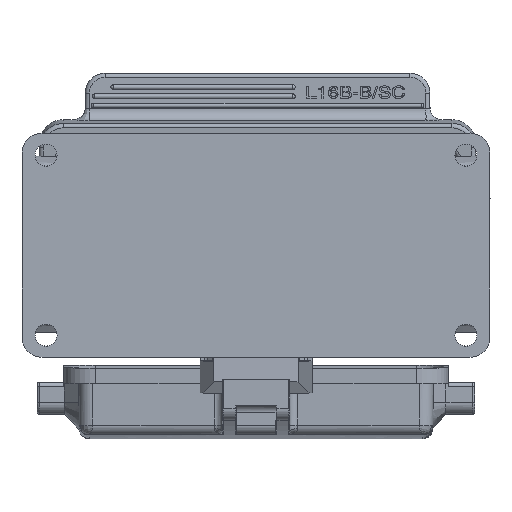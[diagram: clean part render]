
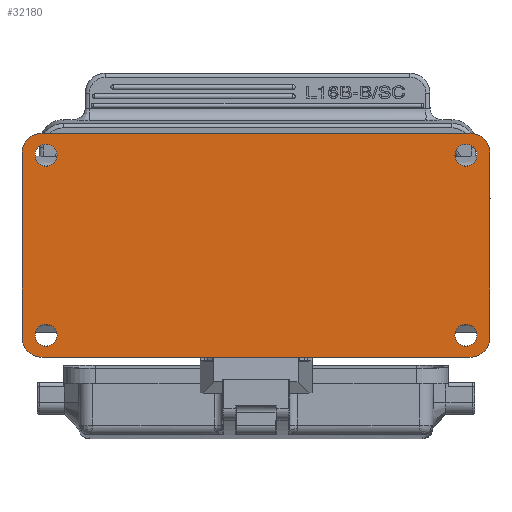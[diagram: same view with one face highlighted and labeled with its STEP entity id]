
A CAD part, front view. The second image highlights one B-rep face of the part: STEP entity #32180.
In plain terms, the highlighted planar face has unit normal (0, -1, -0.009).
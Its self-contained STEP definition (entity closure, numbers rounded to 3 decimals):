
#7926=DIRECTION('',(0.,0.009,-1.));
#7927=VECTOR('',#7926,46.);
#7928=CARTESIAN_POINT('',(117.,49.267,-1.816));
#7929=LINE('',#7928,#7927);
#7930=CARTESIAN_POINT('',(112.,49.669,-47.814));
#7931=DIRECTION('',(0.,1.,0.009));
#7932=DIRECTION('',(1.,0.,0.));
#7933=AXIS2_PLACEMENT_3D('',#7930,#7931,#7932);
#7935=CARTESIAN_POINT('',(5.,49.669,-47.814));
#7936=DIRECTION('',(0.,1.,0.009));
#7937=DIRECTION('',(0.,0.009,-1.));
#7938=AXIS2_PLACEMENT_3D('',#7935,#7936,#7937);
#7940=DIRECTION('',(0.,-0.009,1.));
#7941=VECTOR('',#7940,46.);
#7942=CARTESIAN_POINT('',(0.,49.669,
-47.814));
#7943=LINE('',#7942,#7941);
#7944=CARTESIAN_POINT('',(5.,49.267,-1.816));
#7945=DIRECTION('',(0.,1.,0.009));
#7946=DIRECTION('',(-1.,0.,0.));
#7947=AXIS2_PLACEMENT_3D('',#7944,#7945,#7946);
#7949=DIRECTION('',(1.,0.,0.));
#7950=VECTOR('',#7949,107.);
#7951=CARTESIAN_POINT('',(5.,49.224,3.184));
#7952=LINE('',#7951,#7950);
#7953=CARTESIAN_POINT('',(112.,49.267,-1.816));
#7954=DIRECTION('',(0.,1.,0.009));
#7955=DIRECTION('',(0.,-0.009,1.));
#7956=AXIS2_PLACEMENT_3D('',#7953,#7954,#7955);
#7958=CARTESIAN_POINT('',(6.,49.272,-2.316));
#7959=DIRECTION('',(0.,-1.,-0.009));
#7960=DIRECTION('',(0.,-0.009,1.));
#7961=AXIS2_PLACEMENT_3D('',#7958,#7959,#7960);
#7963=CARTESIAN_POINT('',(6.,49.272,-2.316));
#7964=DIRECTION('',(0.,-1.,-0.009));
#7965=DIRECTION('',(0.,0.009,-1.));
#7966=AXIS2_PLACEMENT_3D('',#7963,#7964,#7965);
#7968=CARTESIAN_POINT('',(6.,49.664,-47.314));
#7969=DIRECTION('',(0.,-1.,-0.009));
#7970=DIRECTION('',(0.,-0.009,1.));
#7971=AXIS2_PLACEMENT_3D('',#7968,#7969,#7970);
#7973=CARTESIAN_POINT('',(6.,49.664,-47.314));
#7974=DIRECTION('',(0.,-1.,-0.009));
#7975=DIRECTION('',(0.,0.009,-1.));
#7976=AXIS2_PLACEMENT_3D('',#7973,#7974,#7975);
#7978=CARTESIAN_POINT('',(111.,49.664,-47.314));
#7979=DIRECTION('',(0.,-1.,-0.009));
#7980=DIRECTION('',(0.,-0.009,1.));
#7981=AXIS2_PLACEMENT_3D('',#7978,#7979,#7980);
#7983=CARTESIAN_POINT('',(111.,49.664,-47.314));
#7984=DIRECTION('',(0.,-1.,-0.009));
#7985=DIRECTION('',(0.,0.009,-1.));
#7986=AXIS2_PLACEMENT_3D('',#7983,#7984,#7985);
#7988=CARTESIAN_POINT('',(111.,49.272,-2.316));
#7989=DIRECTION('',(0.,-1.,-0.009));
#7990=DIRECTION('',(0.,-0.009,1.));
#7991=AXIS2_PLACEMENT_3D('',#7988,#7989,#7990);
#7993=CARTESIAN_POINT('',(111.,49.272,-2.316));
#7994=DIRECTION('',(0.,-1.,-0.009));
#7995=DIRECTION('',(0.,0.009,-1.));
#7996=AXIS2_PLACEMENT_3D('',#7993,#7994,#7995);
#8011=DIRECTION('',(1.,0.,0.));
#8012=VECTOR('',#8011,107.);
#8013=CARTESIAN_POINT('',(5.,49.712,-52.814));
#8014=LINE('',#8013,#8012);
#15022=CARTESIAN_POINT('',(112.,49.224,3.184));
#15024=VERTEX_POINT('',#15022);
#15026=CARTESIAN_POINT('',(117.,49.267,-1.816));
#15028=VERTEX_POINT('',#15026);
#15480=CARTESIAN_POINT('',(111.,49.248,0.434));
#15481=VERTEX_POINT('',#15480);
#15482=CARTESIAN_POINT('',(117.,49.669,-47.814));
#15483=VERTEX_POINT('',#15482);
#15484=CARTESIAN_POINT('',(112.,49.712,-52.814));
#15485=VERTEX_POINT('',#15484);
#15486=CARTESIAN_POINT('',(5.,49.712,-52.814));
#15487=VERTEX_POINT('',#15486);
#15488=CARTESIAN_POINT('',(0.,49.669,
-47.814));
#15489=VERTEX_POINT('',#15488);
#15490=CARTESIAN_POINT('',(0.,49.267,
-1.816));
#15491=VERTEX_POINT('',#15490);
#15492=CARTESIAN_POINT('',(5.,49.224,3.184));
#15493=VERTEX_POINT('',#15492);
#15494=CARTESIAN_POINT('',(6.,49.248,0.434));
#15495=CARTESIAN_POINT('',(6.,49.296,-5.066));
#15496=VERTEX_POINT('',#15494);
#15497=VERTEX_POINT('',#15495);
#15498=CARTESIAN_POINT('',(6.,49.641,-44.564));
#15499=CARTESIAN_POINT('',(6.,49.688,-50.064));
#15500=VERTEX_POINT('',#15498);
#15501=VERTEX_POINT('',#15499);
#15502=CARTESIAN_POINT('',(111.,49.641,-44.564));
#15503=CARTESIAN_POINT('',(111.,49.688,-50.064));
#15504=VERTEX_POINT('',#15502);
#15505=VERTEX_POINT('',#15503);
#15506=CARTESIAN_POINT('',(111.,49.296,-5.066));
#15507=VERTEX_POINT('',#15506);
#32138=CARTESIAN_POINT('',(58.5,49.468,-24.815));
#32139=DIRECTION('',(0.,1.,0.009));
#32140=DIRECTION('',(0.,-0.009,1.));
#32141=AXIS2_PLACEMENT_3D('',#32138,#32139,#32140);
#32142=PLANE('',#32141);
#32143=ORIENTED_EDGE('',*,*,#26945,.T.);
#32145=ORIENTED_EDGE('',*,*,#32144,.T.);
#32147=ORIENTED_EDGE('',*,*,#32146,.F.);
#32149=ORIENTED_EDGE('',*,*,#32148,.T.);
#32150=ORIENTED_EDGE('',*,*,#27435,.T.);
#32152=ORIENTED_EDGE('',*,*,#32151,.T.);
#32153=ORIENTED_EDGE('',*,*,#26978,.T.);
#32154=ORIENTED_EDGE('',*,*,#26965,.T.);
#32155=EDGE_LOOP('',(#32143,#32145,#32147,#32149,#32150,#32152,#32153,#32154));
#32156=FACE_OUTER_BOUND('',#32155,.F.);
#32158=ORIENTED_EDGE('',*,*,#32157,.T.);
#32160=ORIENTED_EDGE('',*,*,#32159,.T.);
#32161=EDGE_LOOP('',(#32158,#32160));
#32162=FACE_BOUND('',#32161,.F.);
#32164=ORIENTED_EDGE('',*,*,#32163,.T.);
#32166=ORIENTED_EDGE('',*,*,#32165,.T.);
#32167=EDGE_LOOP('',(#32164,#32166));
#32168=FACE_BOUND('',#32167,.F.);
#32170=ORIENTED_EDGE('',*,*,#32169,.T.);
#32172=ORIENTED_EDGE('',*,*,#32171,.T.);
#32173=EDGE_LOOP('',(#32170,#32172));
#32174=FACE_BOUND('',#32173,.F.);
#32175=ORIENTED_EDGE('',*,*,#32128,.T.);
#32177=ORIENTED_EDGE('',*,*,#32176,.T.);
#32178=EDGE_LOOP('',(#32175,#32177));
#32179=FACE_BOUND('',#32178,.F.);
#7934=CIRCLE('',#7933,5.);
#7939=CIRCLE('',#7938,5.);
#7948=CIRCLE('',#7947,5.);
#7957=CIRCLE('',#7956,5.);
#7962=CIRCLE('',#7961,2.75);
#7967=CIRCLE('',#7966,2.75);
#7972=CIRCLE('',#7971,2.75);
#7977=CIRCLE('',#7976,2.75);
#7982=CIRCLE('',#7981,2.75);
#7987=CIRCLE('',#7986,2.75);
#7992=CIRCLE('',#7991,2.75);
#7997=CIRCLE('',#7996,2.75);
#26945=EDGE_CURVE('',#15028,#15483,#7929,.T.);
#26965=EDGE_CURVE('',#15024,#15028,#7957,.T.);
#26978=EDGE_CURVE('',#15493,#15024,#7952,.T.);
#27435=EDGE_CURVE('',#15489,#15491,#7943,.T.);
#32128=EDGE_CURVE('',#15481,#15507,#7992,.T.);
#32144=EDGE_CURVE('',#15483,#15485,#7934,.T.);
#32146=EDGE_CURVE('',#15487,#15485,#8014,.T.);
#32148=EDGE_CURVE('',#15487,#15489,#7939,.T.);
#32151=EDGE_CURVE('',#15491,#15493,#7948,.T.);
#32157=EDGE_CURVE('',#15496,#15497,#7962,.T.);
#32159=EDGE_CURVE('',#15497,#15496,#7967,.T.);
#32163=EDGE_CURVE('',#15500,#15501,#7972,.T.);
#32165=EDGE_CURVE('',#15501,#15500,#7977,.T.);
#32169=EDGE_CURVE('',#15504,#15505,#7982,.T.);
#32171=EDGE_CURVE('',#15505,#15504,#7987,.T.);
#32176=EDGE_CURVE('',#15507,#15481,#7997,.T.);
#32180=ADVANCED_FACE('',(#32156,#32162,#32168,#32174,#32179),#32142,.F.);
